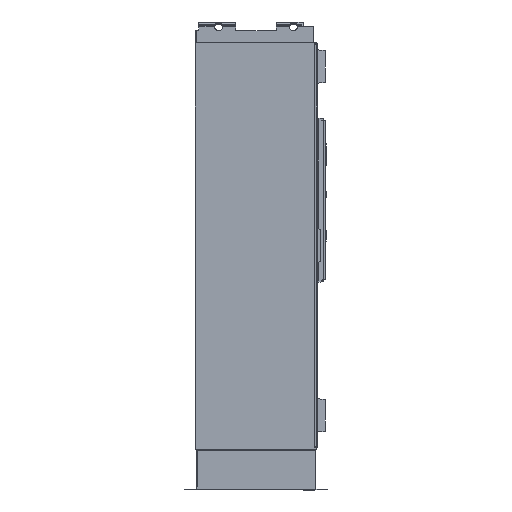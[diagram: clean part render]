
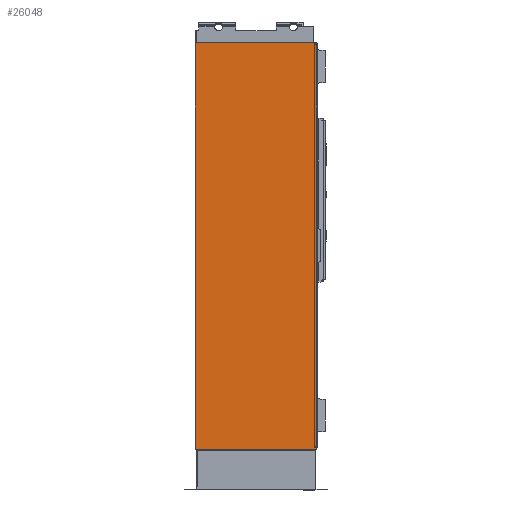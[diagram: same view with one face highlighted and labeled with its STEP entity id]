
A CAD part, left-side view. The second image highlights one B-rep face of the part: STEP entity #26048.
In plain terms, the highlighted planar face has unit normal (-1, 0, 0).
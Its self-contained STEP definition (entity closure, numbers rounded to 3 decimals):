
#26048=ADVANCED_FACE('',(#32384),#29238,.T.);
#29238=PLANE('',#95279);
#32384=FACE_OUTER_BOUND('',#37245,.T.);
#37245=EDGE_LOOP('',(#54784,#54785,#54786,#54787));
#54784=ORIENTED_EDGE('',*,*,#73287,.F.);
#54785=ORIENTED_EDGE('',*,*,#73288,.T.);
#54786=ORIENTED_EDGE('',*,*,#73289,.F.);
#54787=ORIENTED_EDGE('',*,*,#73290,.F.);
#64124=VERTEX_POINT('',#139067);
#64125=VERTEX_POINT('',#139069);
#64126=VERTEX_POINT('',#139073);
#64127=VERTEX_POINT('',#139075);
#73287=EDGE_CURVE('',#64125,#64124,#81621,.T.);
#73288=EDGE_CURVE('',#64125,#64126,#81622,.T.);
#73289=EDGE_CURVE('',#64127,#64126,#81623,.T.);
#73290=EDGE_CURVE('',#64124,#64127,#81624,.T.);
#81621=LINE('',#139070,#89853);
#81622=LINE('',#139072,#89854);
#81623=LINE('',#139074,#89855);
#81624=LINE('',#139076,#89856);
#89853=VECTOR('',#110756,1.);
#89854=VECTOR('',#110759,1.);
#89855=VECTOR('',#110760,1.);
#89856=VECTOR('',#110761,1.);
#95279=AXIS2_PLACEMENT_3D('',#139077,#110762,#110763);
#110756=DIRECTION('',(0.,-1.,0.));
#110759=DIRECTION('',(0.,0.,-1.));
#110760=DIRECTION('',(0.,1.,0.));
#110761=DIRECTION('',(0.,0.,-1.));
#110762=DIRECTION('',(-1.,0.,0.));
#110763=DIRECTION('',(0.,0.,1.));
#139067=CARTESIAN_POINT('',(-1950.,0.,1899.5));
#139069=CARTESIAN_POINT('',(-1950.,600.,1899.5));
#139070=CARTESIAN_POINT('',(-1950.,600.,1899.5));
#139072=CARTESIAN_POINT('',(-1950.,600.,0.));
#139073=CARTESIAN_POINT('',(-1950.,600.,-100.));
#139074=CARTESIAN_POINT('',(-1950.,600.,-100.));
#139075=CARTESIAN_POINT('',(-1950.,0.,-100.));
#139076=CARTESIAN_POINT('',(-1950.,0.,0.));
#139077=CARTESIAN_POINT('',(-1950.,600.,1900.));
